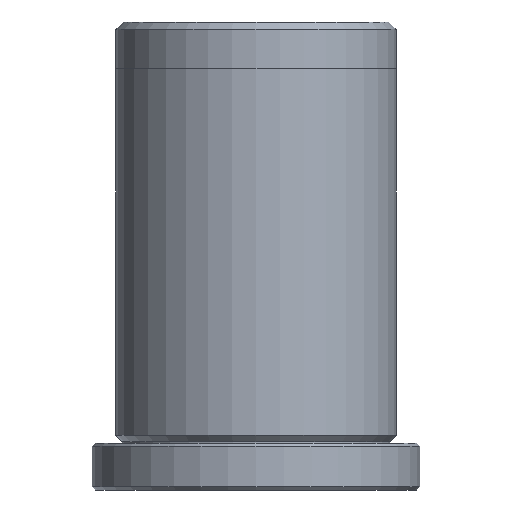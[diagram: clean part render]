
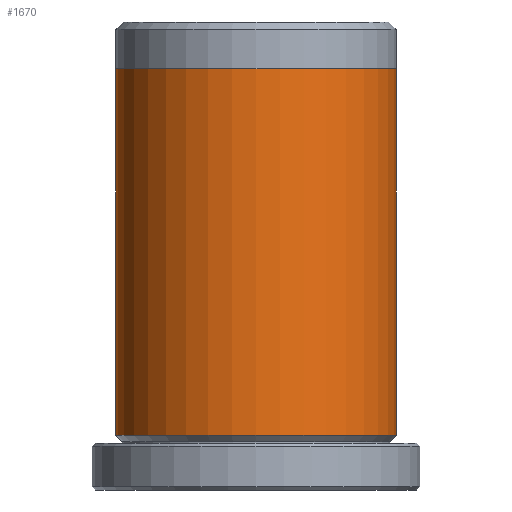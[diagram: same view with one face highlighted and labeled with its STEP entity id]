
A CAD part, front view. The second image highlights one B-rep face of the part: STEP entity #1670.
In plain terms, the highlighted cylindrical face has radius 9 mm (diameter 18 mm), a partial arc.
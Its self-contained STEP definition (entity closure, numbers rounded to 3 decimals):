
#16 = DIRECTION ( 'NONE',  ( 0., 0., -1. ) ) ;
#91 = CYLINDRICAL_SURFACE ( 'NONE', #1068, 9. ) ;
#124 = AXIS2_PLACEMENT_3D ( 'NONE', #1316, #467, #1455 ) ;
#204 = CARTESIAN_POINT ( 'NONE',  ( 0., 0., 27. ) ) ;
#206 = VECTOR ( 'NONE', #323, 1000. ) ;
#249 = VERTEX_POINT ( 'NONE', #810 ) ;
#323 = DIRECTION ( 'NONE',  ( 0., 0., -1. ) ) ;
#345 = DIRECTION ( 'NONE',  ( 1., 0., 0. ) ) ;
#467 = DIRECTION ( 'NONE',  ( 0., 0., -1. ) ) ;
#515 = CARTESIAN_POINT ( 'NONE',  ( 9., 0., 3.5 ) ) ;
#562 = VERTEX_POINT ( 'NONE', #712 ) ;
#622 = ORIENTED_EDGE ( 'NONE', *, *, #688, .F. ) ;
#645 = CARTESIAN_POINT ( 'NONE',  ( 0., 0., 30. ) ) ;
#678 = LINE ( 'NONE', #737, #1044 ) ;
#688 = EDGE_CURVE ( 'NONE', #1372, #249, #1593, .T. ) ;
#704 = AXIS2_PLACEMENT_3D ( 'NONE', #204, #1197, #345 ) ;
#712 = CARTESIAN_POINT ( 'NONE',  ( -9., 0., 27. ) ) ;
#737 = CARTESIAN_POINT ( 'NONE',  ( -9., 0., 30. ) ) ;
#783 = EDGE_CURVE ( 'NONE', #562, #804, #808, .T. ) ;
#804 = VERTEX_POINT ( 'NONE', #1051 ) ;
#808 = CIRCLE ( 'NONE', #704, 9. ) ;
#810 = CARTESIAN_POINT ( 'NONE',  ( -9., 0., 3.5 ) ) ;
#879 = EDGE_CURVE ( 'NONE', #562, #249, #678, .T. ) ;
#893 = FACE_OUTER_BOUND ( 'NONE', #1808, .T. ) ;
#971 = EDGE_CURVE ( 'NONE', #804, #1372, #1292, .T. ) ;
#1044 = VECTOR ( 'NONE', #16, 1000. ) ;
#1051 = CARTESIAN_POINT ( 'NONE',  ( 9., 0., 27. ) ) ;
#1067 = ORIENTED_EDGE ( 'NONE', *, *, #971, .F. ) ;
#1068 = AXIS2_PLACEMENT_3D ( 'NONE', #645, #1208, #1482 ) ;
#1112 = ORIENTED_EDGE ( 'NONE', *, *, #783, .F. ) ;
#1197 = DIRECTION ( 'NONE',  ( 0., 0., 1. ) ) ;
#1208 = DIRECTION ( 'NONE',  ( 0., 0., -1. ) ) ;
#1292 = LINE ( 'NONE', #1454, #206 ) ;
#1316 = CARTESIAN_POINT ( 'NONE',  ( 0., 0., 3.5 ) ) ;
#1372 = VERTEX_POINT ( 'NONE', #515 ) ;
#1454 = CARTESIAN_POINT ( 'NONE',  ( 9., 0., 30. ) ) ;
#1455 = DIRECTION ( 'NONE',  ( -1., 0., 0. ) ) ;
#1482 = DIRECTION ( 'NONE',  ( -1., 0., 0. ) ) ;
#1529 = ORIENTED_EDGE ( 'NONE', *, *, #879, .T. ) ;
#1593 = CIRCLE ( 'NONE', #124, 9. ) ;
#1670 = ADVANCED_FACE ( 'NONE', ( #893 ), #91, .T. ) ;
#1808 = EDGE_LOOP ( 'NONE', ( #1067, #1112, #1529, #622 ) ) ;
